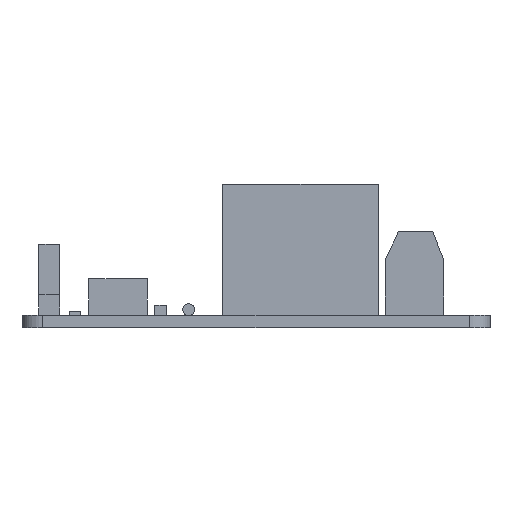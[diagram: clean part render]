
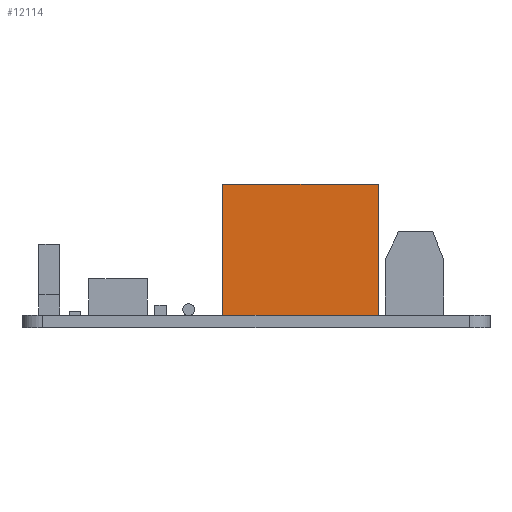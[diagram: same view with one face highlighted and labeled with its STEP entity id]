
A CAD part, left-side view. The second image highlights one B-rep face of the part: STEP entity #12114.
In plain terms, the highlighted planar face has unit normal (-1, 0, 0).
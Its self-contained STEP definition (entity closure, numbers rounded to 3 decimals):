
#788 = EDGE_CURVE ( 'NONE', #10892, #11294, #1531, .T. ) ;
#961 = LINE ( 'NONE', #12898, #11108 ) ;
#1050 = VECTOR ( 'NONE', #3305, 1000. ) ;
#1531 = LINE ( 'NONE', #11159, #5202 ) ;
#1855 = VECTOR ( 'NONE', #8844, 1000. ) ;
#1864 = EDGE_CURVE ( 'NONE', #10892, #6227, #5143, .T. ) ;
#1941 = CARTESIAN_POINT ( 'NONE',  ( -66.225, 4., 17.2 ) ) ;
#3044 = AXIS2_PLACEMENT_3D ( 'NONE', #3585, #13246, #5001 ) ;
#3305 = DIRECTION ( 'NONE',  ( 0., 0., -1. ) ) ;
#3585 = CARTESIAN_POINT ( 'NONE',  ( -66.225, -14.65, 17.2 ) ) ;
#3908 = ORIENTED_EDGE ( 'NONE', *, *, #15556, .T. ) ;
#4857 = VERTEX_POINT ( 'NONE', #13067 ) ;
#5001 = DIRECTION ( 'NONE',  ( 0., 0., -1. ) ) ;
#5090 = EDGE_LOOP ( 'NONE', ( #3908, #11147, #13615, #8778 ) ) ;
#5143 = LINE ( 'NONE', #1941, #1050 ) ;
#5202 = VECTOR ( 'NONE', #9704, 1000. ) ;
#6227 = VERTEX_POINT ( 'NONE', #15458 ) ;
#7438 = CARTESIAN_POINT ( 'NONE',  ( -66.225, -14.65, 17.2 ) ) ;
#8757 = EDGE_CURVE ( 'NONE', #11294, #4857, #12445, .T. ) ;
#8778 = ORIENTED_EDGE ( 'NONE', *, *, #1864, .T. ) ;
#8844 = DIRECTION ( 'NONE',  ( 0., 0., -1. ) ) ;
#9704 = DIRECTION ( 'NONE',  ( 0., -1., 0. ) ) ;
#9878 = FACE_OUTER_BOUND ( 'NONE', #5090, .T. ) ;
#10892 = VERTEX_POINT ( 'NONE', #15711 ) ;
#11108 = VECTOR ( 'NONE', #14281, 1000. ) ;
#11147 = ORIENTED_EDGE ( 'NONE', *, *, #8757, .F. ) ;
#11159 = CARTESIAN_POINT ( 'NONE',  ( -66.225, -14.65, 17.2 ) ) ;
#11294 = VERTEX_POINT ( 'NONE', #13804 ) ;
#12114 = ADVANCED_FACE ( 'NONE', ( #9878 ), #17368, .F. ) ;
#12445 = LINE ( 'NONE', #7438, #1855 ) ;
#12898 = CARTESIAN_POINT ( 'NONE',  ( -66.225, -14.65, 1.5 ) ) ;
#13067 = CARTESIAN_POINT ( 'NONE',  ( -66.225, -14.65, 1.5 ) ) ;
#13246 = DIRECTION ( 'NONE',  ( 1., 0., 0. ) ) ;
#13615 = ORIENTED_EDGE ( 'NONE', *, *, #788, .F. ) ;
#13804 = CARTESIAN_POINT ( 'NONE',  ( -66.225, -14.65, 17.2 ) ) ;
#14281 = DIRECTION ( 'NONE',  ( 0., -1., 0. ) ) ;
#15458 = CARTESIAN_POINT ( 'NONE',  ( -66.225, 4., 1.5 ) ) ;
#15556 = EDGE_CURVE ( 'NONE', #6227, #4857, #961, .T. ) ;
#15711 = CARTESIAN_POINT ( 'NONE',  ( -66.225, 4., 17.2 ) ) ;
#17368 = PLANE ( 'NONE',  #3044 ) ;
